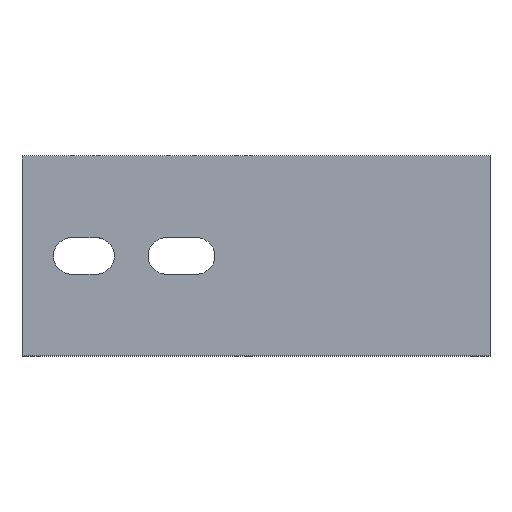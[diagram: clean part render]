
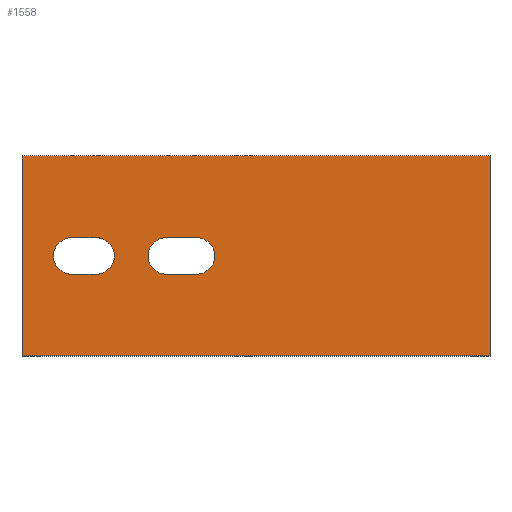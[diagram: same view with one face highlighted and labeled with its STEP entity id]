
A CAD part, top view. The second image highlights one B-rep face of the part: STEP entity #1558.
In plain terms, the highlighted planar face has unit normal (0, 0, 1).
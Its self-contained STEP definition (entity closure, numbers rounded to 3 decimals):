
#26=PLANE('',#1628);
#61=CIRCLE('',#1625,4.763);
#63=CIRCLE('',#1629,4.763);
#64=CIRCLE('',#1630,4.763);
#65=CIRCLE('',#1631,4.763);
#127=ORIENTED_EDGE('',*,*,#435,.T.);
#128=ORIENTED_EDGE('',*,*,#436,.T.);
#129=ORIENTED_EDGE('',*,*,#437,.T.);
#130=ORIENTED_EDGE('',*,*,#426,.F.);
#131=ORIENTED_EDGE('',*,*,#438,.T.);
#132=ORIENTED_EDGE('',*,*,#439,.T.);
#133=ORIENTED_EDGE('',*,*,#440,.T.);
#134=ORIENTED_EDGE('',*,*,#441,.T.);
#135=ORIENTED_EDGE('',*,*,#442,.T.);
#136=ORIENTED_EDGE('',*,*,#443,.T.);
#137=ORIENTED_EDGE('',*,*,#444,.T.);
#138=ORIENTED_EDGE('',*,*,#445,.T.);
#426=EDGE_CURVE('',#579,#581,#61,.T.);
#435=EDGE_CURVE('',#579,#589,#698,.T.);
#436=EDGE_CURVE('',#589,#590,#63,.T.);
#437=EDGE_CURVE('',#590,#581,#699,.T.);
#438=EDGE_CURVE('',#591,#592,#700,.T.);
#439=EDGE_CURVE('',#592,#593,#64,.T.);
#440=EDGE_CURVE('',#593,#594,#701,.T.);
#441=EDGE_CURVE('',#594,#591,#65,.F.);
#442=EDGE_CURVE('',#595,#596,#702,.T.);
#443=EDGE_CURVE('',#596,#597,#703,.T.);
#444=EDGE_CURVE('',#597,#598,#704,.T.);
#445=EDGE_CURVE('',#598,#595,#705,.T.);
#579=VERTEX_POINT('',#2080);
#581=VERTEX_POINT('',#2083);
#589=VERTEX_POINT('',#2108);
#590=VERTEX_POINT('',#2110);
#591=VERTEX_POINT('',#2113);
#592=VERTEX_POINT('',#2114);
#593=VERTEX_POINT('',#2116);
#594=VERTEX_POINT('',#2118);
#595=VERTEX_POINT('',#2121);
#596=VERTEX_POINT('',#2122);
#597=VERTEX_POINT('',#2124);
#598=VERTEX_POINT('',#2126);
#698=LINE('',#2107,#792);
#699=LINE('',#2111,#793);
#700=LINE('',#2112,#794);
#701=LINE('',#2117,#795);
#702=LINE('',#2120,#796);
#703=LINE('',#2123,#797);
#704=LINE('',#2125,#798);
#705=LINE('',#2127,#799);
#792=VECTOR('',#1762,1000.);
#793=VECTOR('',#1765,1000.);
#794=VECTOR('',#1766,1000.);
#795=VECTOR('',#1769,1000.);
#796=VECTOR('',#1772,1000.);
#797=VECTOR('',#1773,1000.);
#798=VECTOR('',#1774,1000.);
#799=VECTOR('',#1775,1000.);
#881=EDGE_LOOP('',(#127,#128,#129,#130));
#882=EDGE_LOOP('',(#131,#132,#133,#134));
#883=EDGE_LOOP('',(#135,#136,#137,#138));
#985=FACE_BOUND('',#881,.T.);
#986=FACE_BOUND('',#882,.T.);
#987=FACE_BOUND('',#883,.T.);
#1558=ADVANCED_FACE('',(#985,#986,#987),#26,.T.);
#1625=AXIS2_PLACEMENT_3D('',#2082,#1748,#1749);
#1628=AXIS2_PLACEMENT_3D('',#2106,#1760,#1761);
#1629=AXIS2_PLACEMENT_3D('',#2109,#1763,#1764);
#1630=AXIS2_PLACEMENT_3D('',#2115,#1767,#1768);
#1631=AXIS2_PLACEMENT_3D('',#2119,#1770,#1771);
#1748=DIRECTION('',(0.,0.,1.));
#1749=DIRECTION('',(-1.,0.,0.));
#1760=DIRECTION('',(0.,0.,1.));
#1761=DIRECTION('',(1.,0.,0.));
#1762=DIRECTION('',(1.,0.,0.));
#1763=DIRECTION('',(0.,0.,-1.));
#1764=DIRECTION('',(-1.,0.,0.));
#1765=DIRECTION('',(-1.,0.,0.));
#1766=DIRECTION('',(1.,0.,0.));
#1767=DIRECTION('',(0.,0.,-1.));
#1768=DIRECTION('',(-1.,0.,0.));
#1769=DIRECTION('',(-1.,0.,0.));
#1770=DIRECTION('',(0.,0.,1.));
#1771=DIRECTION('',(1.,0.,0.));
#1772=DIRECTION('',(0.,1.,0.));
#1773=DIRECTION('',(-1.,0.,0.));
#1774=DIRECTION('',(0.,-1.,0.));
#1775=DIRECTION('',(1.,0.,0.));
#2080=CARTESIAN_POINT('',(-48.006,4.763,11.113));
#2082=CARTESIAN_POINT('',(-48.006,0.,11.113));
#2083=CARTESIAN_POINT('',(-48.006,-4.763,11.113));
#2106=CARTESIAN_POINT('',(0.,0.,11.113));
#2107=CARTESIAN_POINT('',(-48.006,4.763,11.113));
#2108=CARTESIAN_POINT('',(-41.656,4.763,11.113));
#2109=CARTESIAN_POINT('',(-41.656,0.,11.113));
#2110=CARTESIAN_POINT('',(-41.656,-4.763,11.113));
#2111=CARTESIAN_POINT('',(-48.006,-4.763,11.113));
#2112=CARTESIAN_POINT('',(0.,4.763,11.113));
#2113=CARTESIAN_POINT('',(-23.368,4.763,11.113));
#2114=CARTESIAN_POINT('',(-15.494,4.763,11.113));
#2115=CARTESIAN_POINT('',(-15.494,0.,11.113));
#2116=CARTESIAN_POINT('',(-15.494,-4.763,11.113));
#2117=CARTESIAN_POINT('',(0.,-4.763,11.113));
#2118=CARTESIAN_POINT('',(-23.368,-4.763,11.113));
#2119=CARTESIAN_POINT('',(-23.368,0.,11.113));
#2120=CARTESIAN_POINT('',(60.96,-26.035,11.113));
#2121=CARTESIAN_POINT('',(60.96,-26.035,11.113));
#2122=CARTESIAN_POINT('',(60.96,26.035,11.113));
#2123=CARTESIAN_POINT('',(60.96,26.035,11.113));
#2124=CARTESIAN_POINT('',(-60.96,26.035,11.113));
#2125=CARTESIAN_POINT('',(-60.96,26.035,11.113));
#2126=CARTESIAN_POINT('',(-60.96,-26.035,11.113));
#2127=CARTESIAN_POINT('',(-60.96,-26.035,11.113));
